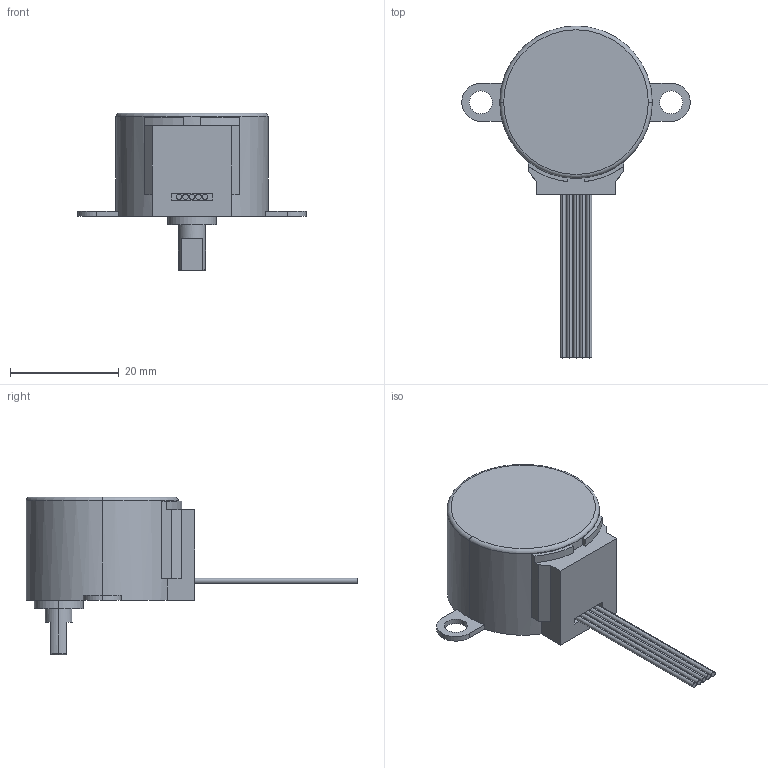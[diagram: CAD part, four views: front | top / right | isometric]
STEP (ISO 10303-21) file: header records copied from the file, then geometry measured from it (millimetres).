
FILE_DESCRIPTION (( 'STEP AP203' ), '1' );
FILE_NAME ('Stepper Motor 28BYJ-48.STEP', '2022-05-13T21:28:04', ( '' ), ( '' ), 'SwSTEP 2.0', 'SolidWorks 2016', '' );
FILE_SCHEMA (( 'CONFIG_CONTROL_DESIGN' ));
Length unit declared in the file: millimetre
Products named in the file (1): Stepper Motor 28BYJ-48
Bounding box: 42 x 61 x 29 mm (x, y, z)
Volume: 13078.3 mm3; surface area: 4030.1 mm2
Topology: 1 solids, 1 shells, 71 faces, 177 edges, 117 vertices
Faces by surface type: plane 39, cylinder 27, torus 5
Entity records: 2244 total; most frequent: DIRECTION 393, CARTESIAN_POINT 390, ORIENTED_EDGE 354, EDGE_CURVE 177, AXIS2_PLACEMENT_3D 148, VERTEX_POINT 117, VECTOR 97, LINE 97
